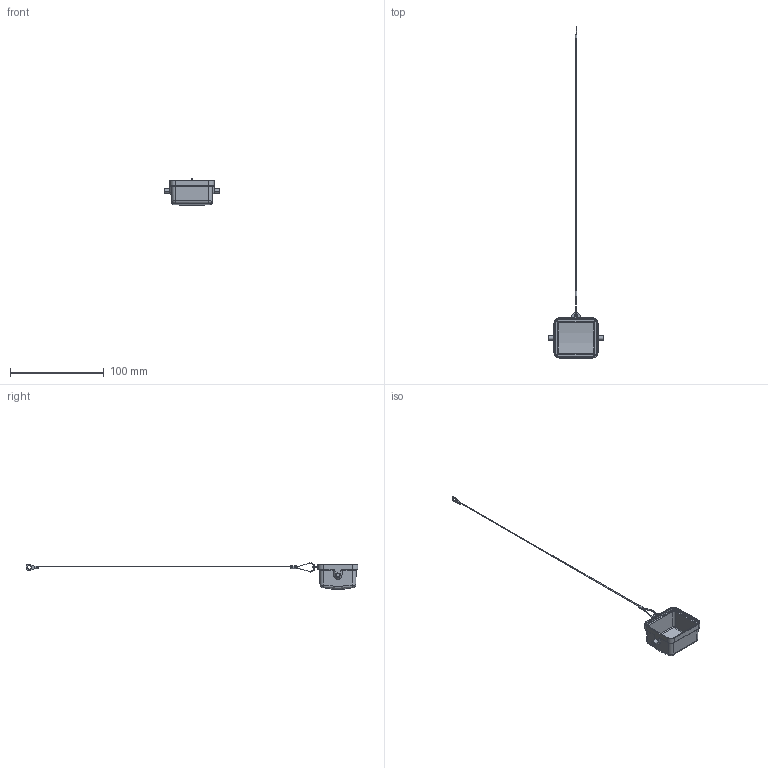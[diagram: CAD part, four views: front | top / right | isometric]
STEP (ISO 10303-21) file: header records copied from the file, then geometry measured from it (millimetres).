
FILE_DESCRIPTION(('Creo Elements/Direct Modeling STEP Export'),'2;1');
FILE_NAME('37jbk2e5pv4bhv95092','2023-03-30T 8:46:15',(''),(''),'Creo Elements/Direct Modeling STEP processor for AP214 (Solid Model)','Creo Elements/Direct Modeling 20.1B 02-Apr-2019 (C) Parametric Technology GmbH','');
FILE_SCHEMA(('AUTOMOTIVE_DESIGN { 1 0 10303 214 1 1 1 1 }'));
Length unit declared in the file: millimetre
Products named in the file (2): CXP 02 C
Assembly tree (1 placements, depth 2):
  CXP 02 C
    CXP 02 C
Bounding box: 59.5 x 354.93 x 28.34 mm (x, y, z)
Volume: 11209.1 mm3; surface area: 12610.5 mm2
Topology: 1 solids, 1 shells, 255 faces, 635 edges, 394 vertices
Faces by surface type: cylinder 105, plane 80, bspline 54, torus 14, cone 2
Entity records: 20666 total; most frequent: CARTESIAN_POINT 13120, ORIENTED_EDGE 1270, DIRECTION 945, EDGE_CURVE 635, VERTEX_POINT 394, AXIS2_PLACEMENT_3D 354, EDGE_LOOP 274, COLOUR_RGB 256
